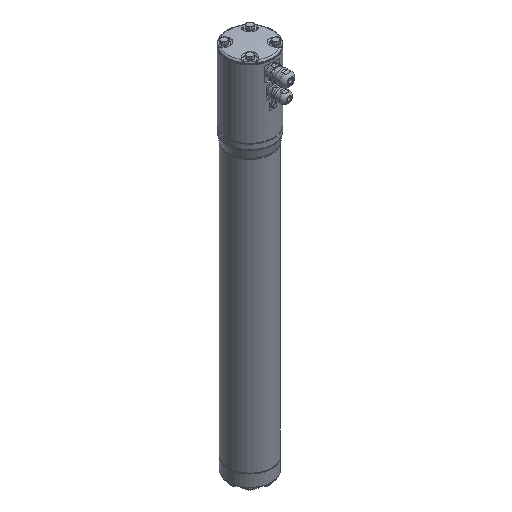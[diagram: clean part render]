
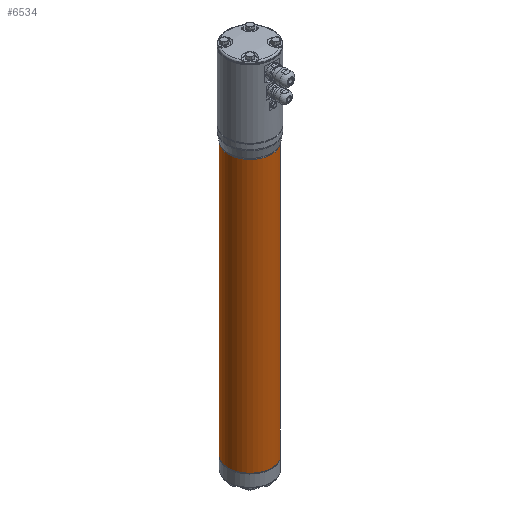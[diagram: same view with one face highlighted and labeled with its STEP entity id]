
A CAD part, isometric view. The second image highlights one B-rep face of the part: STEP entity #6534.
In plain terms, the highlighted cylindrical face has radius 44.5 mm (diameter 89 mm), a full revolution.
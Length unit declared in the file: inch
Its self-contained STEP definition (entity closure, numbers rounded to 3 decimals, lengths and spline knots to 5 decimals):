
#95 = AXIS2_PLACEMENT_3D ( 'NONE', #3826, #11284, #2801 ) ;
#1794 = AXIS2_PLACEMENT_3D ( 'NONE', #12236, #2811, #6980 ) ;
#1991 = EDGE_CURVE ( 'NONE', #12894, #12894, #8109, .T. ) ;
#2801 = DIRECTION ( 'NONE',  ( 1., 0., 0. ) ) ;
#2811 = DIRECTION ( 'NONE',  ( 0., 0., 1. ) ) ;
#3515 = CARTESIAN_POINT ( 'NONE',  ( 1.75197, 0., -1.27953 ) ) ;
#3588 = FACE_OUTER_BOUND ( 'NONE', #8211, .T. ) ;
#3826 = CARTESIAN_POINT ( 'NONE',  ( 0., 0., -23.27286 ) ) ;
#4494 = EDGE_LOOP ( 'NONE', ( #7213 ) ) ;
#4809 = DIRECTION ( 'NONE',  ( 0., 0., 1. ) ) ;
#4988 = EDGE_CURVE ( 'NONE', #8074, #8074, #12545, .T. ) ;
#5480 = ORIENTED_EDGE ( 'NONE', *, *, #1991, .F. ) ;
#5845 = CARTESIAN_POINT ( 'NONE',  ( 1.75197, 0., -23.27286 ) ) ;
#6534 = ADVANCED_FACE ( 'NONE', ( #9814, #3588 ), #11849, .T. ) ;
#6980 = DIRECTION ( 'NONE',  ( 1., 0., 0. ) ) ;
#7213 = ORIENTED_EDGE ( 'NONE', *, *, #4988, .T. ) ;
#8074 = VERTEX_POINT ( 'NONE', #5845 ) ;
#8109 = CIRCLE ( 'NONE', #1794, 1.75197 ) ;
#8211 = EDGE_LOOP ( 'NONE', ( #5480 ) ) ;
#8544 = AXIS2_PLACEMENT_3D ( 'NONE', #13160, #4809, #11040 ) ;
#9814 = FACE_OUTER_BOUND ( 'NONE', #4494, .T. ) ;
#11040 = DIRECTION ( 'NONE',  ( 1., 0., 0. ) ) ;
#11284 = DIRECTION ( 'NONE',  ( 0., 0., 1. ) ) ;
#11849 = CYLINDRICAL_SURFACE ( 'NONE', #8544, 1.75197 ) ;
#12236 = CARTESIAN_POINT ( 'NONE',  ( 0., 0., -1.27953 ) ) ;
#12545 = CIRCLE ( 'NONE', #95, 1.75197 ) ;
#12894 = VERTEX_POINT ( 'NONE', #3515 ) ;
#13160 = CARTESIAN_POINT ( 'NONE',  ( 0., 0., -22.473 ) ) ;
